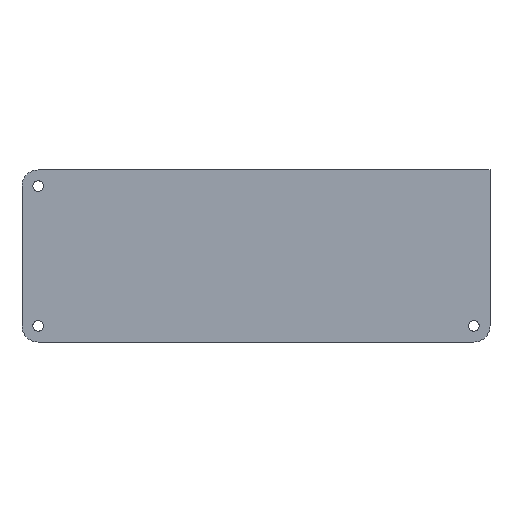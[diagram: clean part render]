
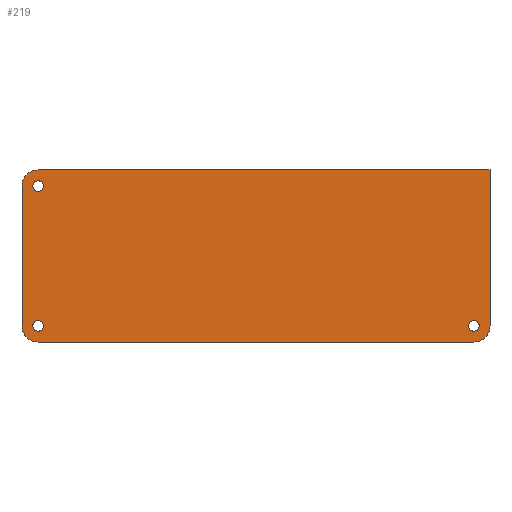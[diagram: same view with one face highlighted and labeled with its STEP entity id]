
A CAD part, top view. The second image highlights one B-rep face of the part: STEP entity #219.
In plain terms, the highlighted planar face has unit normal (0, 0, 1).
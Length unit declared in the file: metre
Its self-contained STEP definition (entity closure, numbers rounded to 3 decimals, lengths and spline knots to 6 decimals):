
#16=PLANE('',#256);
#22=LINE('',#338,#37);
#26=LINE('',#350,#41);
#30=LINE('',#362,#45);
#32=LINE('',#380,#47);
#37=VECTOR('',#272,1.);
#41=VECTOR('',#284,1.);
#45=VECTOR('',#296,1.);
#47=VECTOR('',#318,1.);
#82=ORIENTED_EDGE('',*,*,#125,.F.);
#83=ORIENTED_EDGE('',*,*,#123,.F.);
#84=ORIENTED_EDGE('',*,*,#121,.F.);
#85=ORIENTED_EDGE('',*,*,#104,.T.);
#86=ORIENTED_EDGE('',*,*,#108,.T.);
#87=ORIENTED_EDGE('',*,*,#111,.T.);
#88=ORIENTED_EDGE('',*,*,#114,.F.);
#89=ORIENTED_EDGE('',*,*,#117,.T.);
#90=ORIENTED_EDGE('',*,*,#120,.F.);
#91=ORIENTED_EDGE('',*,*,#128,.T.);
#104=EDGE_CURVE('',#132,#131,#150,.T.);
#108=EDGE_CURVE('',#131,#134,#22,.T.);
#111=EDGE_CURVE('',#134,#136,#152,.T.);
#114=EDGE_CURVE('',#138,#136,#26,.T.);
#117=EDGE_CURVE('',#138,#140,#154,.T.);
#120=EDGE_CURVE('',#142,#140,#30,.T.);
#121=EDGE_CURVE('',#143,#143,#155,.T.);
#123=EDGE_CURVE('',#145,#145,#157,.T.);
#125=EDGE_CURVE('',#147,#147,#159,.T.);
#128=EDGE_CURVE('',#142,#132,#32,.T.);
#131=VERTEX_POINT('',#329);
#132=VERTEX_POINT('',#331);
#134=VERTEX_POINT('',#337);
#136=VERTEX_POINT('',#343);
#138=VERTEX_POINT('',#349);
#140=VERTEX_POINT('',#355);
#142=VERTEX_POINT('',#361);
#143=VERTEX_POINT('',#365);
#145=VERTEX_POINT('',#370);
#147=VERTEX_POINT('',#375);
#150=CIRCLE('',#236,0.003);
#152=CIRCLE('',#240,0.003);
#154=CIRCLE('',#244,0.003);
#155=CIRCLE('',#247,0.001);
#157=CIRCLE('',#250,0.001);
#159=CIRCLE('',#253,0.001);
#174=EDGE_LOOP('',(#82));
#175=EDGE_LOOP('',(#83));
#176=EDGE_LOOP('',(#84));
#177=EDGE_LOOP('',(#85,#86,#87,#88,#89,#90,#91));
#195=FACE_BOUND('',#174,.T.);
#196=FACE_BOUND('',#175,.T.);
#197=FACE_BOUND('',#176,.T.);
#198=FACE_BOUND('',#177,.T.);
#219=ADVANCED_FACE('',(#195,#196,#197,#198),#16,.T.);
#236=AXIS2_PLACEMENT_3D('',#330,#265,#266);
#240=AXIS2_PLACEMENT_3D('',#344,#278,#279);
#244=AXIS2_PLACEMENT_3D('',#356,#290,#291);
#247=AXIS2_PLACEMENT_3D('',#364,#299,#300);
#250=AXIS2_PLACEMENT_3D('',#369,#305,#306);
#253=AXIS2_PLACEMENT_3D('',#374,#311,#312);
#256=AXIS2_PLACEMENT_3D('',#381,#319,#320);
#265=DIRECTION('',(0.,0.,1.));
#266=DIRECTION('',(1.,0.,0.));
#272=DIRECTION('',(0.,-1.,0.));
#278=DIRECTION('',(0.,0.,1.));
#279=DIRECTION('',(1.,0.,0.));
#284=DIRECTION('',(-1.,0.,0.));
#290=DIRECTION('',(0.,0.,1.));
#291=DIRECTION('',(1.,0.,0.));
#296=DIRECTION('',(0.,-1.,0.));
#299=DIRECTION('',(0.,0.,1.));
#300=DIRECTION('',(1.,0.,0.));
#305=DIRECTION('',(0.,0.,1.));
#306=DIRECTION('',(1.,0.,0.));
#311=DIRECTION('',(0.,0.,1.));
#312=DIRECTION('',(1.,0.,0.));
#318=DIRECTION('',(-1.,0.,0.));
#319=DIRECTION('',(0.,0.,1.));
#320=DIRECTION('',(1.,0.,0.));
#329=CARTESIAN_POINT('',(-0.0435,0.013,0.002));
#330=CARTESIAN_POINT('',(-0.0405,0.013,0.002));
#331=CARTESIAN_POINT('',(-0.0405,0.016,0.002));
#337=CARTESIAN_POINT('',(-0.0435,-0.013,0.002));
#338=CARTESIAN_POINT('',(-0.0435,0.,0.002));
#343=CARTESIAN_POINT('',(-0.0405,-0.016,0.002));
#344=CARTESIAN_POINT('',(-0.0405,-0.013,0.002));
#349=CARTESIAN_POINT('',(0.0405,-0.016,0.002));
#350=CARTESIAN_POINT('',(0.,-0.016,0.002));
#355=CARTESIAN_POINT('',(0.0435,-0.013,0.002));
#356=CARTESIAN_POINT('',(0.0405,-0.013,0.002));
#361=CARTESIAN_POINT('',(0.0435,0.016,0.002));
#362=CARTESIAN_POINT('',(0.0435,0.0015,0.002));
#364=CARTESIAN_POINT('',(-0.0405,-0.013,0.002));
#365=CARTESIAN_POINT('',(-0.0395,-0.013,0.002));
#369=CARTESIAN_POINT('',(-0.0405,0.013,0.002));
#370=CARTESIAN_POINT('',(-0.0395,0.013,0.002));
#374=CARTESIAN_POINT('',(0.0405,-0.013,0.002));
#375=CARTESIAN_POINT('',(0.0415,-0.013,0.002));
#380=CARTESIAN_POINT('',(0.0015,0.016,0.002));
#381=CARTESIAN_POINT('',(0.,0.,0.002));
